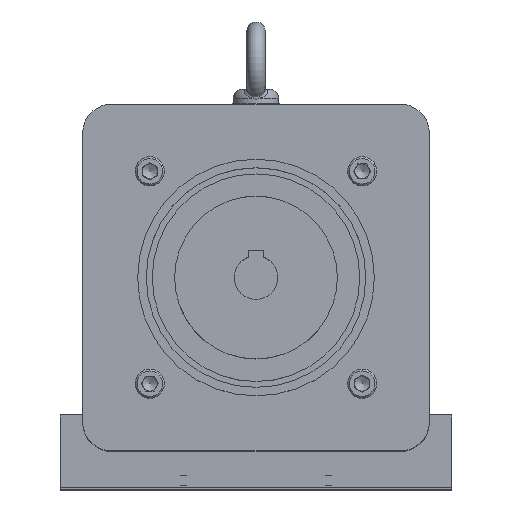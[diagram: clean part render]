
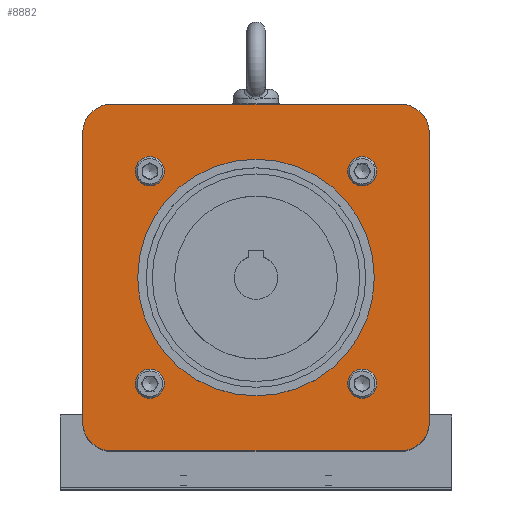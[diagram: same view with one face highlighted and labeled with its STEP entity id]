
A CAD part, top view. The second image highlights one B-rep face of the part: STEP entity #8882.
In plain terms, the highlighted planar face has unit normal (0, 0, 1).
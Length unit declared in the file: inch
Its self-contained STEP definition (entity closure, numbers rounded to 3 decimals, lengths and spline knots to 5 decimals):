
#135 = ORIENTED_EDGE ( 'NONE', *, *, #23378, .F. ) ;
#207 = LINE ( 'NONE', #22891, #13872 ) ;
#409 = EDGE_CURVE ( 'NONE', #6669, #21987, #9020, .T. ) ;
#620 = ORIENTED_EDGE ( 'NONE', *, *, #17272, .F. ) ;
#682 = EDGE_CURVE ( 'NONE', #10211, #17696, #3851, .T. ) ;
#730 = VERTEX_POINT ( 'NONE', #23309 ) ;
#1178 = CARTESIAN_POINT ( 'NONE',  ( 2.56005, 0., 14.1406 ) ) ;
#1530 = CARTESIAN_POINT ( 'NONE',  ( -3.125, -3.125, 14.1406 ) ) ;
#2000 = ORIENTED_EDGE ( 'NONE', *, *, #409, .F. ) ;
#2426 = EDGE_CURVE ( 'NONE', #5878, #5878, #3224, .T. ) ;
#2457 = DIRECTION ( 'NONE',  ( -1., 0., 0. ) ) ;
#2887 = CARTESIAN_POINT ( 'NONE',  ( -3.125, 3.125, 14.1406 ) ) ;
#2909 = CIRCLE ( 'NONE', #15819, 2.56005 ) ;
#2963 = VECTOR ( 'NONE', #22810, 39.37008 ) ;
#3140 = CARTESIAN_POINT ( 'NONE',  ( -2.29672, 2.29672, 14.1406 ) ) ;
#3224 = CIRCLE ( 'NONE', #11295, 0.19735 ) ;
#3424 = FACE_BOUND ( 'NONE', #6374, .T. ) ;
#3805 = DIRECTION ( 'NONE',  ( 0., 0., -1. ) ) ;
#3851 = CIRCLE ( 'NONE', #19962, 0.625 ) ;
#4628 = DIRECTION ( 'NONE',  ( -1., 0., 0. ) ) ;
#5085 = CARTESIAN_POINT ( 'NONE',  ( -3.125, 3.75, 14.1406 ) ) ;
#5563 = DIRECTION ( 'NONE',  ( -1., 0., 0. ) ) ;
#5840 = VECTOR ( 'NONE', #14807, 39.37008 ) ;
#5878 = VERTEX_POINT ( 'NONE', #19722 ) ;
#6288 = EDGE_LOOP ( 'NONE', ( #20322 ) ) ;
#6374 = EDGE_LOOP ( 'NONE', ( #18805 ) ) ;
#6669 = VERTEX_POINT ( 'NONE', #24420 ) ;
#6803 = CARTESIAN_POINT ( 'NONE',  ( -3.125, -3.75, 14.1406 ) ) ;
#6815 = DIRECTION ( 'NONE',  ( -1., 0., 0. ) ) ;
#6939 = LINE ( 'NONE', #14778, #9730 ) ;
#7587 = ORIENTED_EDGE ( 'NONE', *, *, #13674, .F. ) ;
#7605 = CARTESIAN_POINT ( 'NONE',  ( -2.49407, 2.29672, 14.1406 ) ) ;
#7834 = VERTEX_POINT ( 'NONE', #6803 ) ;
#8223 = ORIENTED_EDGE ( 'NONE', *, *, #16428, .F. ) ;
#8882 = ADVANCED_FACE ( 'NONE', ( #20952, #15421, #11390, #3424, #11142, #17198 ), #18826, .F. ) ;
#9020 = CIRCLE ( 'NONE', #20292, 0.625 ) ;
#9116 = ORIENTED_EDGE ( 'NONE', *, *, #17066, .F. ) ;
#9271 = DIRECTION ( 'NONE',  ( 0., 0., 1. ) ) ;
#9553 = VERTEX_POINT ( 'NONE', #20896 ) ;
#9730 = VECTOR ( 'NONE', #6815, 39.37008 ) ;
#9762 = CARTESIAN_POINT ( 'NONE',  ( -3.125, -3.125, 14.1406 ) ) ;
#9902 = DIRECTION ( 'NONE',  ( 0., 0., -1. ) ) ;
#10211 = VERTEX_POINT ( 'NONE', #22442 ) ;
#10249 = EDGE_CURVE ( 'NONE', #24882, #24882, #14546, .T. ) ;
#10481 = DIRECTION ( 'NONE',  ( 0., 0., 1. ) ) ;
#11082 = CARTESIAN_POINT ( 'NONE',  ( 2.09937, -2.29672, 14.1406 ) ) ;
#11084 = CIRCLE ( 'NONE', #18330, 0.19735 ) ;
#11142 = FACE_BOUND ( 'NONE', #23462, .T. ) ;
#11154 = CARTESIAN_POINT ( 'NONE',  ( 3.75, 3.125, 14.1406 ) ) ;
#11295 = AXIS2_PLACEMENT_3D ( 'NONE', #18019, #23788, #4628 ) ;
#11390 = FACE_BOUND ( 'NONE', #14682, .T. ) ;
#11837 = CIRCLE ( 'NONE', #12223, 0.625 ) ;
#12113 = DIRECTION ( 'NONE',  ( 0., 0., -1. ) ) ;
#12116 = DIRECTION ( 'NONE',  ( -1., 0., 0. ) ) ;
#12223 = AXIS2_PLACEMENT_3D ( 'NONE', #14195, #19995, #2457 ) ;
#12395 = CIRCLE ( 'NONE', #14804, 0.625 ) ;
#12619 = CARTESIAN_POINT ( 'NONE',  ( 3.75, 3.125, 14.1406 ) ) ;
#12789 = LINE ( 'NONE', #11154, #5840 ) ;
#12862 = EDGE_LOOP ( 'NONE', ( #620 ) ) ;
#12974 = CARTESIAN_POINT ( 'NONE',  ( -3.75, -3.125, 14.1406 ) ) ;
#13093 = VERTEX_POINT ( 'NONE', #11082 ) ;
#13674 = EDGE_CURVE ( 'NONE', #9553, #19462, #11837, .T. ) ;
#13713 = DIRECTION ( 'NONE',  ( 0., 0., 1. ) ) ;
#13872 = VECTOR ( 'NONE', #17353, 39.37008 ) ;
#14195 = CARTESIAN_POINT ( 'NONE',  ( 3.125, 3.125, 14.1406 ) ) ;
#14388 = DIRECTION ( 'NONE',  ( 0., 0., 1. ) ) ;
#14546 = CIRCLE ( 'NONE', #21407, 0.19735 ) ;
#14682 = EDGE_LOOP ( 'NONE', ( #14767 ) ) ;
#14767 = ORIENTED_EDGE ( 'NONE', *, *, #19342, .F. ) ;
#14778 = CARTESIAN_POINT ( 'NONE',  ( 3.125, -3.75, 14.1406 ) ) ;
#14804 = AXIS2_PLACEMENT_3D ( 'NONE', #9762, #9902, #17339 ) ;
#14807 = DIRECTION ( 'NONE',  ( 0., -1., 0. ) ) ;
#15135 = LINE ( 'NONE', #12974, #2963 ) ;
#15421 = FACE_BOUND ( 'NONE', #6288, .T. ) ;
#15428 = ORIENTED_EDGE ( 'NONE', *, *, #17502, .F. ) ;
#15819 = AXIS2_PLACEMENT_3D ( 'NONE', #17752, #13713, #19741 ) ;
#15981 = CIRCLE ( 'NONE', #18808, 0.19735 ) ;
#16336 = EDGE_LOOP ( 'NONE', ( #24513, #135, #22076, #15428, #7587, #9116, #2000, #8223 ) ) ;
#16428 = EDGE_CURVE ( 'NONE', #18783, #6669, #15135, .T. ) ;
#17066 = EDGE_CURVE ( 'NONE', #21987, #9553, #207, .T. ) ;
#17198 = FACE_OUTER_BOUND ( 'NONE', #16336, .T. ) ;
#17272 = EDGE_CURVE ( 'NONE', #730, #730, #11084, .T. ) ;
#17339 = DIRECTION ( 'NONE',  ( -1., 0., 0. ) ) ;
#17353 = DIRECTION ( 'NONE',  ( 1., 0., 0. ) ) ;
#17502 = EDGE_CURVE ( 'NONE', #19462, #10211, #12789, .T. ) ;
#17696 = VERTEX_POINT ( 'NONE', #17705 ) ;
#17705 = CARTESIAN_POINT ( 'NONE',  ( 3.125, -3.75, 14.1406 ) ) ;
#17752 = CARTESIAN_POINT ( 'NONE',  ( 0., 0., 14.1406 ) ) ;
#18019 = CARTESIAN_POINT ( 'NONE',  ( 2.29672, 2.29672, 14.1406 ) ) ;
#18163 = CARTESIAN_POINT ( 'NONE',  ( 2.29672, -2.29672, 14.1406 ) ) ;
#18330 = AXIS2_PLACEMENT_3D ( 'NONE', #20620, #9271, #22778 ) ;
#18485 = ORIENTED_EDGE ( 'NONE', *, *, #24126, .F. ) ;
#18541 = DIRECTION ( 'NONE',  ( -1., 0., 0. ) ) ;
#18783 = VERTEX_POINT ( 'NONE', #19589 ) ;
#18805 = ORIENTED_EDGE ( 'NONE', *, *, #10249, .F. ) ;
#18808 = AXIS2_PLACEMENT_3D ( 'NONE', #18163, #14388, #12116 ) ;
#18826 = PLANE ( 'NONE',  #23889 ) ;
#19342 = EDGE_CURVE ( 'NONE', #13093, #13093, #15981, .T. ) ;
#19462 = VERTEX_POINT ( 'NONE', #12619 ) ;
#19535 = DIRECTION ( 'NONE',  ( -1., 0., 0. ) ) ;
#19589 = CARTESIAN_POINT ( 'NONE',  ( -3.75, -3.125, 14.1406 ) ) ;
#19722 = CARTESIAN_POINT ( 'NONE',  ( 2.09937, 2.29672, 14.1406 ) ) ;
#19741 = DIRECTION ( 'NONE',  ( 1., 0., 0. ) ) ;
#19928 = EDGE_CURVE ( 'NONE', #7834, #18783, #12395, .T. ) ;
#19962 = AXIS2_PLACEMENT_3D ( 'NONE', #23196, #23428, #19535 ) ;
#19995 = DIRECTION ( 'NONE',  ( 0., 0., -1. ) ) ;
#20292 = AXIS2_PLACEMENT_3D ( 'NONE', #2887, #12113, #22059 ) ;
#20322 = ORIENTED_EDGE ( 'NONE', *, *, #2426, .F. ) ;
#20620 = CARTESIAN_POINT ( 'NONE',  ( -2.29672, -2.29672, 14.1406 ) ) ;
#20896 = CARTESIAN_POINT ( 'NONE',  ( 3.125, 3.75, 14.1406 ) ) ;
#20952 = FACE_BOUND ( 'NONE', #12862, .T. ) ;
#21407 = AXIS2_PLACEMENT_3D ( 'NONE', #3140, #10481, #18541 ) ;
#21987 = VERTEX_POINT ( 'NONE', #5085 ) ;
#22059 = DIRECTION ( 'NONE',  ( -1., 0., 0. ) ) ;
#22076 = ORIENTED_EDGE ( 'NONE', *, *, #682, .F. ) ;
#22442 = CARTESIAN_POINT ( 'NONE',  ( 3.75, -3.125, 14.1406 ) ) ;
#22778 = DIRECTION ( 'NONE',  ( -1., 0., 0. ) ) ;
#22810 = DIRECTION ( 'NONE',  ( 0., 1., 0. ) ) ;
#22891 = CARTESIAN_POINT ( 'NONE',  ( -3.125, 3.75, 14.1406 ) ) ;
#23196 = CARTESIAN_POINT ( 'NONE',  ( 3.125, -3.125, 14.1406 ) ) ;
#23309 = CARTESIAN_POINT ( 'NONE',  ( -2.49407, -2.29672, 14.1406 ) ) ;
#23378 = EDGE_CURVE ( 'NONE', #17696, #7834, #6939, .T. ) ;
#23428 = DIRECTION ( 'NONE',  ( 0., 0., -1. ) ) ;
#23462 = EDGE_LOOP ( 'NONE', ( #18485 ) ) ;
#23788 = DIRECTION ( 'NONE',  ( 0., 0., 1. ) ) ;
#23884 = VERTEX_POINT ( 'NONE', #1178 ) ;
#23889 = AXIS2_PLACEMENT_3D ( 'NONE', #1530, #3805, #5563 ) ;
#24126 = EDGE_CURVE ( 'NONE', #23884, #23884, #2909, .T. ) ;
#24420 = CARTESIAN_POINT ( 'NONE',  ( -3.75, 3.125, 14.1406 ) ) ;
#24513 = ORIENTED_EDGE ( 'NONE', *, *, #19928, .F. ) ;
#24882 = VERTEX_POINT ( 'NONE', #7605 ) ;
